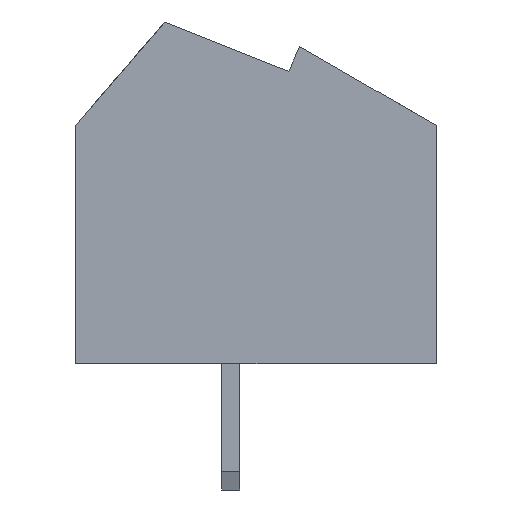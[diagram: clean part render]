
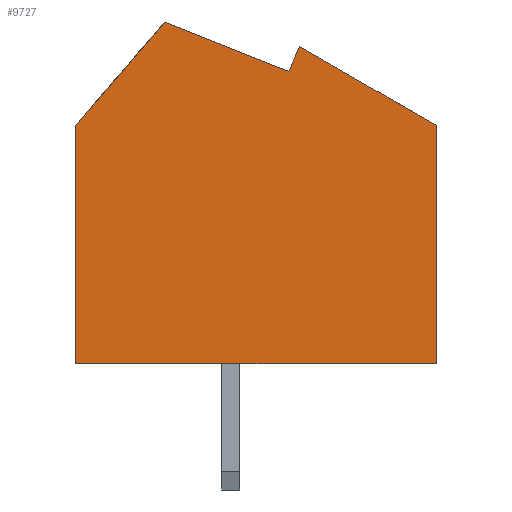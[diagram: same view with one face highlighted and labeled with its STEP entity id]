
A CAD part, left-side view. The second image highlights one B-rep face of the part: STEP entity #9727.
In plain terms, the highlighted planar face has unit normal (-1, 0, 0).
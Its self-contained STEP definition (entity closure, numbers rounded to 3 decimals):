
#862=ORIENTED_EDGE('',*,*,#3267,.F.);
#863=ORIENTED_EDGE('',*,*,#3386,.F.);
#864=ORIENTED_EDGE('',*,*,#3315,.F.);
#865=ORIENTED_EDGE('',*,*,#3339,.F.);
#866=ORIENTED_EDGE('',*,*,#3560,.F.);
#867=ORIENTED_EDGE('',*,*,#3557,.F.);
#868=ORIENTED_EDGE('',*,*,#3375,.F.);
#3267=EDGE_CURVE('',#4657,#4658,#5594,.T.);
#3315=EDGE_CURVE('',#4705,#4706,#5642,.T.);
#3339=EDGE_CURVE('',#4729,#4705,#5666,.T.);
#3375=EDGE_CURVE('',#4658,#4762,#5695,.T.);
#3386=EDGE_CURVE('',#4706,#4657,#5702,.T.);
#3557=EDGE_CURVE('',#4762,#4891,#5852,.T.);
#3560=EDGE_CURVE('',#4891,#4729,#5855,.T.);
#4657=VERTEX_POINT('',#13832);
#4658=VERTEX_POINT('',#13833);
#4705=VERTEX_POINT('',#13929);
#4706=VERTEX_POINT('',#13930);
#4729=VERTEX_POINT('',#13978);
#4762=VERTEX_POINT('',#14051);
#4891=VERTEX_POINT('',#14387);
#5594=LINE('',#13831,#6857);
#5642=LINE('',#13928,#6905);
#5666=LINE('',#13977,#6929);
#5695=LINE('',#14050,#6958);
#5702=LINE('',#14072,#6965);
#5852=LINE('',#14386,#7115);
#5855=LINE('',#14392,#7118);
#6857=VECTOR('',#11104,1000.);
#6905=VECTOR('',#11154,1000.);
#6929=VECTOR('',#11180,1000.);
#6958=VECTOR('',#11231,1000.);
#6965=VECTOR('',#11248,1000.);
#7115=VECTOR('',#11488,1000.);
#7118=VECTOR('',#11493,1000.);
#8071=EDGE_LOOP('',(#862,#863,#864,#865,#866,#867,#868));
#8710=FACE_BOUND('',#8071,.T.);
#9276=PLANE('',#10328);
#9727=ADVANCED_FACE('',(#8710),#9276,.F.);
#10328=AXIS2_PLACEMENT_3D('',#14395,#11497,#11498);
#11104=DIRECTION('',(0.,0.,1.));
#11154=DIRECTION('',(0.,0.,-1.));
#11180=DIRECTION('',(0.,-0.866,-0.5));
#11231=DIRECTION('',(0.,-0.652,0.758));
#11248=DIRECTION('',(0.,1.,0.));
#11488=DIRECTION('',(0.,-0.929,-0.37));
#11493=DIRECTION('',(0.,-0.391,0.92));
#11497=DIRECTION('',(1.,0.,0.));
#11498=DIRECTION('',(0.,0.,-1.));
#13831=CARTESIAN_POINT('',(-14.,5.,-3.3));
#13832=CARTESIAN_POINT('',(-14.,5.,-3.3));
#13833=CARTESIAN_POINT('',(-14.,5.,3.3));
#13928=CARTESIAN_POINT('',(-14.,-5.,3.3));
#13929=CARTESIAN_POINT('',(-14.,-5.,3.3));
#13930=CARTESIAN_POINT('',(-14.,-5.,-3.3));
#13977=CARTESIAN_POINT('',(-14.,-1.204,5.492));
#13978=CARTESIAN_POINT('',(-14.,-1.204,5.492));
#14050=CARTESIAN_POINT('',(-14.,5.,3.3));
#14051=CARTESIAN_POINT('',(-14.,2.531,6.17));
#14072=CARTESIAN_POINT('',(-14.,5.,-3.3));
#14386=CARTESIAN_POINT('',(-14.,2.531,6.17));
#14387=CARTESIAN_POINT('',(-14.,-0.911,4.801));
#14392=CARTESIAN_POINT('',(-14.,-0.911,4.801));
#14395=CARTESIAN_POINT('',(-14.,0.,0.));
